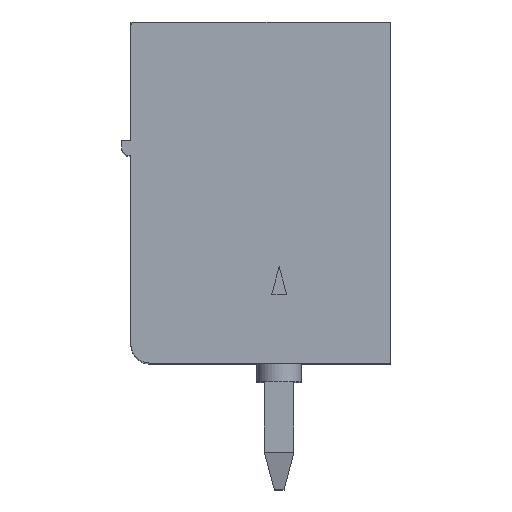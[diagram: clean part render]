
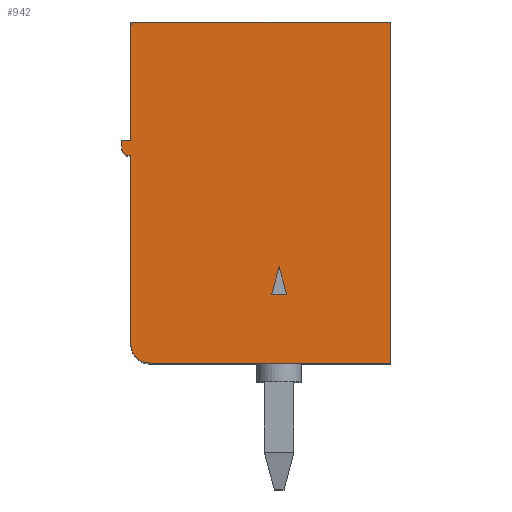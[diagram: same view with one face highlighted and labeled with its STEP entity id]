
A CAD part, top view. The second image highlights one B-rep face of the part: STEP entity #942.
In plain terms, the highlighted planar face has unit normal (0, 0, 1).
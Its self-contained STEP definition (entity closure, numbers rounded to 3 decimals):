
#942=ADVANCED_FACE('',(#1913,#1914),#1915,.T.);
#1913=FACE_OUTER_BOUND('',#2878,.T.);
#1914=FACE_BOUND('',#2879,.T.);
#1915=PLANE('',#2880);
#2878=EDGE_LOOP('',(#5618,#5619,#5620,#5621,#5622,#5623,#5624,#5625,#5626,#5627,#5628));
#2879=EDGE_LOOP('',(#5629,#5630,#5631));
#2880=AXIS2_PLACEMENT_3D('',#5632,#5633,#5634);
#5618=ORIENTED_EDGE('',*,*,#6565,.T.);
#5619=ORIENTED_EDGE('',*,*,#6640,.T.);
#5620=ORIENTED_EDGE('',*,*,#6680,.F.);
#5621=ORIENTED_EDGE('',*,*,#5909,.T.);
#5622=ORIENTED_EDGE('',*,*,#6129,.F.);
#5623=ORIENTED_EDGE('',*,*,#6363,.F.);
#5624=ORIENTED_EDGE('',*,*,#6143,.F.);
#5625=ORIENTED_EDGE('',*,*,#6136,.T.);
#5626=ORIENTED_EDGE('',*,*,#6147,.F.);
#5627=ORIENTED_EDGE('',*,*,#6398,.F.);
#5628=ORIENTED_EDGE('',*,*,#5750,.T.);
#5629=ORIENTED_EDGE('',*,*,#5965,.F.);
#5630=ORIENTED_EDGE('',*,*,#5963,.F.);
#5631=ORIENTED_EDGE('',*,*,#5960,.F.);
#5632=CARTESIAN_POINT('',(0.0,0.0,2.6));
#5633=DIRECTION('',(0.0,-0.0,1.0));
#5634=DIRECTION('',(0.,1.0,0.0));
#5750=EDGE_CURVE('',#6894,#6899,#6901,.F.);
#5909=EDGE_CURVE('',#7153,#7151,#7154,.F.);
#5960=EDGE_CURVE('',#7221,#7219,#7223,.F.);
#5963=EDGE_CURVE('',#7219,#7225,#7227,.F.);
#5965=EDGE_CURVE('',#7225,#7221,#7229,.F.);
#6129=EDGE_CURVE('',#7471,#7151,#7473,.T.);
#6136=EDGE_CURVE('',#7477,#7482,#7484,.F.);
#6143=EDGE_CURVE('',#7477,#7491,#7494,.T.);
#6147=EDGE_CURVE('',#7498,#7482,#7500,.T.);
#6363=EDGE_CURVE('',#7491,#7471,#7804,.T.);
#6398=EDGE_CURVE('',#6894,#7498,#7845,.T.);
#6565=EDGE_CURVE('',#6899,#8088,#8090,.F.);
#6640=EDGE_CURVE('',#8088,#8188,#8190,.F.);
#6680=EDGE_CURVE('',#7153,#8188,#8238,.T.);
#6894=VERTEX_POINT('',#8508);
#6899=VERTEX_POINT('',#8514);
#6901=CIRCLE('',#8517,0.5);
#7151=VERTEX_POINT('',#8873);
#7153=VERTEX_POINT('',#8876);
#7154=CIRCLE('',#8877,0.1);
#7219=VERTEX_POINT('',#8972);
#7221=VERTEX_POINT('',#8975);
#7223=LINE('',#8978,#8979);
#7225=VERTEX_POINT('',#8981);
#7227=LINE('',#8984,#8985);
#7229=LINE('',#8987,#8988);
#7471=VERTEX_POINT('',#9338);
#7473=LINE('',#9341,#9342);
#7477=VERTEX_POINT('',#9347);
#7482=VERTEX_POINT('',#9353);
#7484=CIRCLE('',#9356,0.2);
#7491=VERTEX_POINT('',#9364);
#7494=LINE('',#9369,#9370);
#7498=VERTEX_POINT('',#9375);
#7500=LINE('',#9378,#9379);
#7804=LINE('',#9821,#9822);
#7845=LINE('',#9880,#9881);
#8088=VERTEX_POINT('',#10206);
#8090=LINE('',#10209,#10210);
#8188=VERTEX_POINT('',#10351);
#8190=LINE('',#10354,#10355);
#8238=LINE('',#10421,#10422);
#8508=CARTESIAN_POINT('',(-7.0,0.5,2.6));
#8514=CARTESIAN_POINT('',(-6.5,0.,2.6));
#8517=AXIS2_PLACEMENT_3D('',#10648,#10649,#10650);
#8873=CARTESIAN_POINT('',(-7.0,9.1,2.6));
#8876=CARTESIAN_POINT('',(-6.9,9.2,2.6));
#8877=AXIS2_PLACEMENT_3D('',#10804,#10805,#10806);
#8972=CARTESIAN_POINT('',(-3.,2.6,2.6));
#8975=CARTESIAN_POINT('',(-2.799,1.85,2.6));
#8978=CARTESIAN_POINT('',(-2.474,0.637,2.6));
#8979=VECTOR('',#10842,1.0);
#8981=CARTESIAN_POINT('',(-3.201,1.85,2.6));
#8984=CARTESIAN_POINT('',(-3.225,1.762,2.6));
#8985=VECTOR('',#10844,1.0);
#8987=CARTESIAN_POINT('',(-1.6,1.85,2.6));
#8988=VECTOR('',#10845,1.0);
#9338=CARTESIAN_POINT('',(-7.0,6.0,2.6));
#9341=CARTESIAN_POINT('',(-7.0,3.971,2.6));
#9342=VECTOR('',#10986,1.0);
#9347=CARTESIAN_POINT('',(-7.25,5.8,2.6));
#9353=CARTESIAN_POINT('',(-7.05,5.6,2.6));
#9356=AXIS2_PLACEMENT_3D('',#10993,#10994,#10995);
#9364=CARTESIAN_POINT('',(-7.25,6.0,2.6));
#9369=CARTESIAN_POINT('',(-7.25,2.9,2.6));
#9370=VECTOR('',#11002,1.0);
#9375=CARTESIAN_POINT('',(-7.0,5.6,2.6));
#9378=CARTESIAN_POINT('',(-3.5,5.6,2.6));
#9379=VECTOR('',#11005,1.0);
#9821=CARTESIAN_POINT('',(-3.5,6.0,2.6));
#9822=VECTOR('',#11181,1.0);
#9880=CARTESIAN_POINT('',(-7.0,2.8,2.6));
#9881=VECTOR('',#11208,1.0);
#10206=CARTESIAN_POINT('',(0.,0.,2.6));
#10209=CARTESIAN_POINT('',(-2.625,0.,2.6));
#10210=VECTOR('',#11404,1.0);
#10351=CARTESIAN_POINT('',(0.,9.2,2.6));
#10354=CARTESIAN_POINT('',(0.,1.55,2.6));
#10355=VECTOR('',#11473,1.0);
#10421=CARTESIAN_POINT('',(-3.5,9.2,2.6));
#10422=VECTOR('',#11504,1.0);
#10648=CARTESIAN_POINT('',(-6.5,0.5,2.6));
#10649=DIRECTION('',(0.0,0.0,-1.0));
#10650=DIRECTION('',(0.,1.0,0.0));
#10804=CARTESIAN_POINT('',(-6.9,9.1,2.6));
#10805=DIRECTION('',(0.0,0.0,-1.0));
#10806=DIRECTION('',(0.,1.0,0.0));
#10842=DIRECTION('',(0.259,-0.966,0.0));
#10844=DIRECTION('',(0.259,0.966,-0.0));
#10845=DIRECTION('',(-1.0,-0.0,0.0));
#10986=DIRECTION('',(0.,1.0,-0.0));
#10993=CARTESIAN_POINT('',(-7.05,5.8,2.6));
#10994=DIRECTION('',(0.0,0.0,-1.0));
#10995=DIRECTION('',(0.,1.0,0.0));
#11002=DIRECTION('',(0.,1.0,-0.0));
#11005=DIRECTION('',(-1.0,0.,0.0));
#11181=DIRECTION('',(1.0,0.,0.0));
#11208=DIRECTION('',(0.,1.0,-0.0));
#11404=DIRECTION('',(-1.0,0.,0.0));
#11473=DIRECTION('',(0.,-1.0,0.0));
#11504=DIRECTION('',(1.0,0.,0.0));
